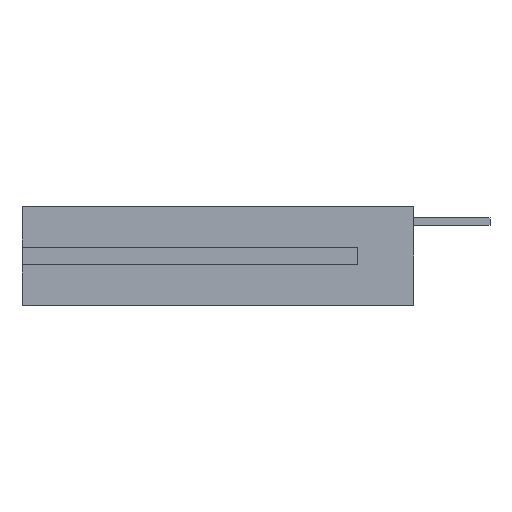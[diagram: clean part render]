
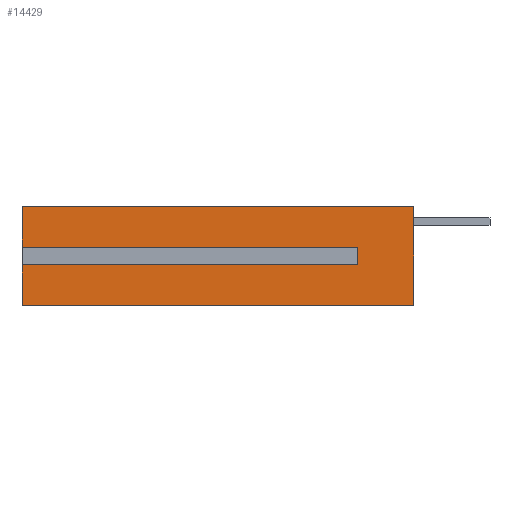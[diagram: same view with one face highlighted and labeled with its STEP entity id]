
A CAD part, left-side view. The second image highlights one B-rep face of the part: STEP entity #14429.
In plain terms, the highlighted planar face has unit normal (-1, 0, 0).
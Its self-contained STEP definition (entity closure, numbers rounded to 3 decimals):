
#1355=FACE_OUTER_BOUND('',#2169,.T.);
#2169=EDGE_LOOP('',(#10417,#10418,#10419,#10420,#10421,#10422,#10423,#10424));
#3216=LINE('',#21319,#4927);
#3217=LINE('',#21321,#4928);
#3218=LINE('',#21323,#4929);
#3219=LINE('',#21325,#4930);
#3220=LINE('',#21327,#4931);
#3221=LINE('',#21329,#4932);
#3222=LINE('',#21331,#4933);
#3223=LINE('',#21332,#4934);
#4927=VECTOR('',#16357,1000.);
#4928=VECTOR('',#16358,1000.);
#4929=VECTOR('',#16359,1000.);
#4930=VECTOR('',#16360,1000.);
#4931=VECTOR('',#16361,1000.);
#4932=VECTOR('',#16362,1000.);
#4933=VECTOR('',#16363,1000.);
#4934=VECTOR('',#16364,1000.);
#6584=VERTEX_POINT('',#21317);
#6585=VERTEX_POINT('',#21318);
#6586=VERTEX_POINT('',#21320);
#6587=VERTEX_POINT('',#21322);
#6588=VERTEX_POINT('',#21324);
#6589=VERTEX_POINT('',#21326);
#6590=VERTEX_POINT('',#21328);
#6591=VERTEX_POINT('',#21330);
#8038=EDGE_CURVE('',#6584,#6585,#3216,.T.);
#8039=EDGE_CURVE('',#6585,#6586,#3217,.T.);
#8040=EDGE_CURVE('',#6586,#6587,#3218,.T.);
#8041=EDGE_CURVE('',#6587,#6588,#3219,.T.);
#8042=EDGE_CURVE('',#6589,#6588,#3220,.T.);
#8043=EDGE_CURVE('',#6590,#6589,#3221,.T.);
#8044=EDGE_CURVE('',#6590,#6591,#3222,.T.);
#8045=EDGE_CURVE('',#6584,#6591,#3223,.T.);
#10417=ORIENTED_EDGE('',*,*,#8038,.T.);
#10418=ORIENTED_EDGE('',*,*,#8039,.T.);
#10419=ORIENTED_EDGE('',*,*,#8040,.T.);
#10420=ORIENTED_EDGE('',*,*,#8041,.T.);
#10421=ORIENTED_EDGE('',*,*,#8042,.F.);
#10422=ORIENTED_EDGE('',*,*,#8043,.F.);
#10423=ORIENTED_EDGE('',*,*,#8044,.T.);
#10424=ORIENTED_EDGE('',*,*,#8045,.F.);
#13724=PLANE('',#15227);
#14429=ADVANCED_FACE('',(#1355),#13724,.T.);
#15227=AXIS2_PLACEMENT_3D('',#21316,#16355,#16356);
#16355=DIRECTION('center_axis',(-1.,0.,0.));
#16356=DIRECTION('ref_axis',(0.,1.,0.));
#16357=DIRECTION('',(0.,0.,-1.));
#16358=DIRECTION('',(0.,1.,0.));
#16359=DIRECTION('',(0.,0.,-1.));
#16360=DIRECTION('',(0.,-1.,0.));
#16361=DIRECTION('',(0.,0.,-1.));
#16362=DIRECTION('',(0.,-1.,0.));
#16363=DIRECTION('',(0.,0.,-1.));
#16364=DIRECTION('',(0.,1.,0.));
#21316=CARTESIAN_POINT('Origin',(-12.027,16.739,0.864));
#21317=CARTESIAN_POINT('',(-12.027,-0.508,-1.219));
#21318=CARTESIAN_POINT('',(-12.027,-0.508,-2.134));
#21319=CARTESIAN_POINT('',(-12.027,-0.508,-1.219));
#21320=CARTESIAN_POINT('',(-12.027,16.739,-2.134));
#21321=CARTESIAN_POINT('',(-12.027,-0.508,-2.134));
#21322=CARTESIAN_POINT('',(-12.027,16.739,-4.216));
#21323=CARTESIAN_POINT('',(-12.027,16.739,0.864));
#21324=CARTESIAN_POINT('',(-12.027,-3.404,-4.216));
#21325=CARTESIAN_POINT('',(-12.027,16.739,-4.216));
#21326=CARTESIAN_POINT('',(-12.027,-3.404,0.864));
#21327=CARTESIAN_POINT('',(-12.027,-3.404,0.864));
#21328=CARTESIAN_POINT('',(-12.027,16.739,0.864));
#21329=CARTESIAN_POINT('',(-12.027,16.739,0.864));
#21330=CARTESIAN_POINT('',(-12.027,16.739,-1.219));
#21331=CARTESIAN_POINT('',(-12.027,16.739,0.864));
#21332=CARTESIAN_POINT('',(-12.027,-0.508,-1.219));
